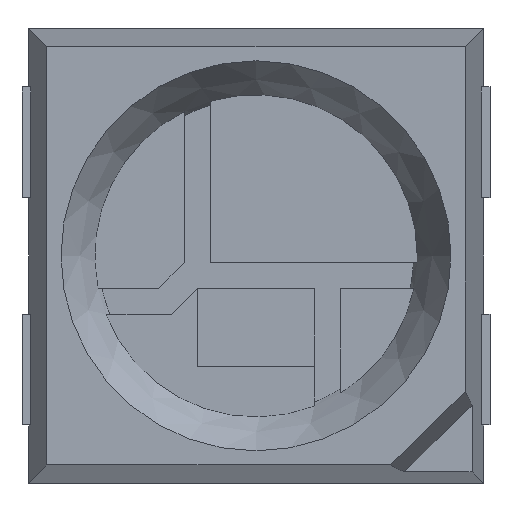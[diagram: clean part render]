
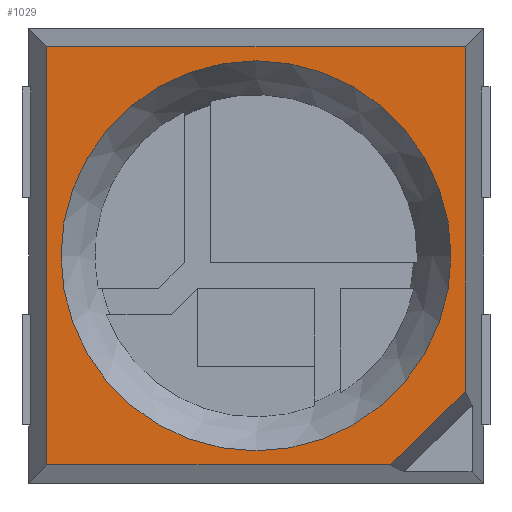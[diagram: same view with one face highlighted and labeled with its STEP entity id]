
A CAD part, top view. The second image highlights one B-rep face of the part: STEP entity #1029.
In plain terms, the highlighted planar face has unit normal (0, 0, 1).
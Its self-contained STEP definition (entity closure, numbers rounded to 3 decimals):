
#24 = VERTEX_POINT('',#25);
#25 = CARTESIAN_POINT('',(0.141,-0.141,0.8));
#32 = PLANE('',#33);
#33 = AXIS2_PLACEMENT_3D('',#34,#35,#36);
#34 = CARTESIAN_POINT('',(0.,0.,0.));
#35 = DIRECTION('',(0.,0.985,0.174));
#36 = DIRECTION('',(1.,0.,0.));
#43 = PLANE('',#44);
#44 = AXIS2_PLACEMENT_3D('',#45,#46,#47);
#45 = CARTESIAN_POINT('',(0.,-3.5,0.));
#46 = DIRECTION('',(-0.985,0.,0.174));
#47 = DIRECTION('',(0.,1.,0.));
#54 = EDGE_CURVE('',#24,#55,#57,.T.);
#55 = VERTEX_POINT('',#56);
#56 = CARTESIAN_POINT('',(3.359,-0.141,0.8));
#57 = SURFACE_CURVE('',#58,(#62,#68),.PCURVE_S1.);
#58 = LINE('',#59,#60);
#59 = CARTESIAN_POINT('',(0.875,-0.141,0.8));
#60 = VECTOR('',#61,1.);
#61 = DIRECTION('',(1.,0.,0.));
#62 = PCURVE('',#32,#63);
#63 = DEFINITIONAL_REPRESENTATION('',(#64),#67);
#64 = B_SPLINE_CURVE_WITH_KNOTS('',1,(#65,#66),.UNSPECIFIED.,.F.,.F.,(2,
    2),(-0.734,2.484),.PIECEWISE_BEZIER_KNOTS.);
#65 = CARTESIAN_POINT('',(0.141,-0.812));
#66 = CARTESIAN_POINT('',(3.359,-0.812));
#67 = ( GEOMETRIC_REPRESENTATION_CONTEXT(2) 
PARAMETRIC_REPRESENTATION_CONTEXT() REPRESENTATION_CONTEXT('2D SPACE',''
  ) );
#68 = PCURVE('',#69,#74);
#69 = PLANE('',#70);
#70 = AXIS2_PLACEMENT_3D('',#71,#72,#73);
#71 = CARTESIAN_POINT('',(1.75,-1.75,0.8));
#72 = DIRECTION('',(-0.,-0.,-1.));
#73 = DIRECTION('',(-1.,0.,0.));
#74 = DEFINITIONAL_REPRESENTATION('',(#75),#78);
#75 = B_SPLINE_CURVE_WITH_KNOTS('',1,(#76,#77),.UNSPECIFIED.,.F.,.F.,(2,
    2),(-0.734,2.484),.PIECEWISE_BEZIER_KNOTS.);
#76 = CARTESIAN_POINT('',(1.609,1.609));
#77 = CARTESIAN_POINT('',(-1.609,1.609));
#78 = ( GEOMETRIC_REPRESENTATION_CONTEXT(2) 
PARAMETRIC_REPRESENTATION_CONTEXT() REPRESENTATION_CONTEXT('2D SPACE',''
  ) );
#95 = PLANE('',#96);
#96 = AXIS2_PLACEMENT_3D('',#97,#98,#99);
#97 = CARTESIAN_POINT('',(3.5,0.,0.));
#98 = DIRECTION('',(0.985,0.,0.174));
#99 = DIRECTION('',(0.,-1.,0.));
#157 = VERTEX_POINT('',#158);
#158 = CARTESIAN_POINT('',(0.141,-3.359,0.8));
#171 = PLANE('',#172);
#172 = AXIS2_PLACEMENT_3D('',#173,#174,#175);
#173 = CARTESIAN_POINT('',(3.5,-3.5,0.));
#174 = DIRECTION('',(0.,-0.985,0.174));
#175 = DIRECTION('',(-1.,0.,0.));
#182 = EDGE_CURVE('',#157,#24,#183,.T.);
#183 = SURFACE_CURVE('',#184,(#188,#194),.PCURVE_S1.);
#184 = LINE('',#185,#186);
#185 = CARTESIAN_POINT('',(0.141,-2.625,0.8));
#186 = VECTOR('',#187,1.);
#187 = DIRECTION('',(0.,1.,0.));
#188 = PCURVE('',#43,#189);
#189 = DEFINITIONAL_REPRESENTATION('',(#190),#193);
#190 = B_SPLINE_CURVE_WITH_KNOTS('',1,(#191,#192),.UNSPECIFIED.,.F.,.F.,
  (2,2),(-0.734,2.484),.PIECEWISE_BEZIER_KNOTS.);
#191 = CARTESIAN_POINT('',(0.141,-0.812));
#192 = CARTESIAN_POINT('',(3.359,-0.812));
#193 = ( GEOMETRIC_REPRESENTATION_CONTEXT(2) 
PARAMETRIC_REPRESENTATION_CONTEXT() REPRESENTATION_CONTEXT('2D SPACE',''
  ) );
#194 = PCURVE('',#69,#195);
#195 = DEFINITIONAL_REPRESENTATION('',(#196),#199);
#196 = B_SPLINE_CURVE_WITH_KNOTS('',1,(#197,#198),.UNSPECIFIED.,.F.,.F.,
  (2,2),(-0.734,2.484),.PIECEWISE_BEZIER_KNOTS.);
#197 = CARTESIAN_POINT('',(1.609,-1.609));
#198 = CARTESIAN_POINT('',(1.609,1.609));
#199 = ( GEOMETRIC_REPRESENTATION_CONTEXT(2) 
PARAMETRIC_REPRESENTATION_CONTEXT() REPRESENTATION_CONTEXT('2D SPACE',''
  ) );
#423 = EDGE_CURVE('',#55,#424,#426,.T.);
#424 = VERTEX_POINT('',#425);
#425 = CARTESIAN_POINT('',(3.359,-2.791,0.8));
#426 = SURFACE_CURVE('',#427,(#431,#437),.PCURVE_S1.);
#427 = LINE('',#428,#429);
#428 = CARTESIAN_POINT('',(3.359,-0.875,0.8));
#429 = VECTOR('',#430,1.);
#430 = DIRECTION('',(-0.,-1.,-0.));
#431 = PCURVE('',#95,#432);
#432 = DEFINITIONAL_REPRESENTATION('',(#433),#436);
#433 = B_SPLINE_CURVE_WITH_KNOTS('',1,(#434,#435),.UNSPECIFIED.,.F.,.F.,
  (2,2),(-0.734,2.484),.PIECEWISE_BEZIER_KNOTS.);
#434 = CARTESIAN_POINT('',(0.141,-0.812));
#435 = CARTESIAN_POINT('',(3.359,-0.812));
#436 = ( GEOMETRIC_REPRESENTATION_CONTEXT(2) 
PARAMETRIC_REPRESENTATION_CONTEXT() REPRESENTATION_CONTEXT('2D SPACE',''
  ) );
#437 = PCURVE('',#69,#438);
#438 = DEFINITIONAL_REPRESENTATION('',(#439),#442);
#439 = B_SPLINE_CURVE_WITH_KNOTS('',1,(#440,#441),.UNSPECIFIED.,.F.,.F.,
  (2,2),(-0.734,2.484),.PIECEWISE_BEZIER_KNOTS.);
#440 = CARTESIAN_POINT('',(-1.609,1.609));
#441 = CARTESIAN_POINT('',(-1.609,-1.609));
#442 = ( GEOMETRIC_REPRESENTATION_CONTEXT(2) 
PARAMETRIC_REPRESENTATION_CONTEXT() REPRESENTATION_CONTEXT('2D SPACE',''
  ) );
#459 = PLANE('',#460);
#460 = AXIS2_PLACEMENT_3D('',#461,#462,#463);
#461 = CARTESIAN_POINT('',(2.5,-3.637,0.8));
#462 = DIRECTION('',(0.657,-0.667,0.353));
#463 = DIRECTION('',(0.712,0.702,0.));
#1029 = ADVANCED_FACE('',(#1030,#1075),#69,.F.);
#1030 = FACE_BOUND('',#1031,.F.);
#1031 = EDGE_LOOP('',(#1032,#1033,#1034,#1035,#1056));
#1032 = ORIENTED_EDGE('',*,*,#182,.T.);
#1033 = ORIENTED_EDGE('',*,*,#54,.T.);
#1034 = ORIENTED_EDGE('',*,*,#423,.T.);
#1035 = ORIENTED_EDGE('',*,*,#1036,.F.);
#1036 = EDGE_CURVE('',#1037,#424,#1039,.T.);
#1037 = VERTEX_POINT('',#1038);
#1038 = CARTESIAN_POINT('',(2.782,-3.359,0.8));
#1039 = SURFACE_CURVE('',#1040,(#1044,#1050),.PCURVE_S1.);
#1040 = LINE('',#1041,#1042);
#1041 = CARTESIAN_POINT('',(2.781,-3.36,0.8));
#1042 = VECTOR('',#1043,1.);
#1043 = DIRECTION('',(0.712,0.702,0.));
#1044 = PCURVE('',#69,#1045);
#1045 = DEFINITIONAL_REPRESENTATION('',(#1046),#1049);
#1046 = B_SPLINE_CURVE_WITH_KNOTS('',1,(#1047,#1048),.UNSPECIFIED.,.F.,
  .F.,(2,2),(0.001,0.811),
  .PIECEWISE_BEZIER_KNOTS.);
#1047 = CARTESIAN_POINT('',(-1.032,-1.609));
#1048 = CARTESIAN_POINT('',(-1.609,-1.041));
#1049 = ( GEOMETRIC_REPRESENTATION_CONTEXT(2) 
PARAMETRIC_REPRESENTATION_CONTEXT() REPRESENTATION_CONTEXT('2D SPACE',''
  ) );
#1050 = PCURVE('',#459,#1051);
#1051 = DEFINITIONAL_REPRESENTATION('',(#1052),#1055);
#1052 = B_SPLINE_CURVE_WITH_KNOTS('',1,(#1053,#1054),.UNSPECIFIED.,.F.,
  .F.,(2,2),(0.001,0.811),
  .PIECEWISE_BEZIER_KNOTS.);
#1053 = CARTESIAN_POINT('',(0.396,0.));
#1054 = CARTESIAN_POINT('',(1.206,0.));
#1055 = ( GEOMETRIC_REPRESENTATION_CONTEXT(2) 
PARAMETRIC_REPRESENTATION_CONTEXT() REPRESENTATION_CONTEXT('2D SPACE',''
  ) );
#1056 = ORIENTED_EDGE('',*,*,#1057,.T.);
#1057 = EDGE_CURVE('',#1037,#157,#1058,.T.);
#1058 = SURFACE_CURVE('',#1059,(#1063,#1069),.PCURVE_S1.);
#1059 = LINE('',#1060,#1061);
#1060 = CARTESIAN_POINT('',(2.625,-3.359,0.8));
#1061 = VECTOR('',#1062,1.);
#1062 = DIRECTION('',(-1.,0.,0.));
#1063 = PCURVE('',#69,#1064);
#1064 = DEFINITIONAL_REPRESENTATION('',(#1065),#1068);
#1065 = B_SPLINE_CURVE_WITH_KNOTS('',1,(#1066,#1067),.UNSPECIFIED.,.F.,
  .F.,(2,2),(-0.734,2.484),.PIECEWISE_BEZIER_KNOTS.);
#1066 = CARTESIAN_POINT('',(-1.609,-1.609));
#1067 = CARTESIAN_POINT('',(1.609,-1.609));
#1068 = ( GEOMETRIC_REPRESENTATION_CONTEXT(2) 
PARAMETRIC_REPRESENTATION_CONTEXT() REPRESENTATION_CONTEXT('2D SPACE',''
  ) );
#1069 = PCURVE('',#171,#1070);
#1070 = DEFINITIONAL_REPRESENTATION('',(#1071),#1074);
#1071 = B_SPLINE_CURVE_WITH_KNOTS('',1,(#1072,#1073),.UNSPECIFIED.,.F.,
  .F.,(2,2),(-0.734,2.484),.PIECEWISE_BEZIER_KNOTS.);
#1072 = CARTESIAN_POINT('',(0.141,-0.812));
#1073 = CARTESIAN_POINT('',(3.359,-0.812));
#1074 = ( GEOMETRIC_REPRESENTATION_CONTEXT(2) 
PARAMETRIC_REPRESENTATION_CONTEXT() REPRESENTATION_CONTEXT('2D SPACE',''
  ) );
#1075 = FACE_BOUND('',#1076,.F.);
#1076 = EDGE_LOOP('',(#1077));
#1077 = ORIENTED_EDGE('',*,*,#1078,.T.);
#1078 = EDGE_CURVE('',#1079,#1079,#1081,.T.);
#1079 = VERTEX_POINT('',#1080);
#1080 = CARTESIAN_POINT('',(3.25,-1.75,0.8));
#1081 = SURFACE_CURVE('',#1082,(#1087,#1098),.PCURVE_S1.);
#1082 = CIRCLE('',#1083,1.5);
#1083 = AXIS2_PLACEMENT_3D('',#1084,#1085,#1086);
#1084 = CARTESIAN_POINT('',(1.75,-1.75,0.8));
#1085 = DIRECTION('',(0.,0.,1.));
#1086 = DIRECTION('',(1.,0.,0.));
#1087 = PCURVE('',#69,#1088);
#1088 = DEFINITIONAL_REPRESENTATION('',(#1089),#1097);
#1089 = ( BOUNDED_CURVE() B_SPLINE_CURVE(2,(#1090,#1091,#1092,#1093,
#1094,#1095,#1096),.UNSPECIFIED.,.F.,.F.) B_SPLINE_CURVE_WITH_KNOTS((3,2
    ,2,3),(0.,2.094,4.189,6.283),
.PIECEWISE_BEZIER_KNOTS.) CURVE() GEOMETRIC_REPRESENTATION_ITEM() 
RATIONAL_B_SPLINE_CURVE((1.,0.5,1.,0.5,1.,0.5,1.)) REPRESENTATION_ITEM(
  '') );
#1090 = CARTESIAN_POINT('',(-1.5,0.));
#1091 = CARTESIAN_POINT('',(-1.5,2.598));
#1092 = CARTESIAN_POINT('',(0.75,1.299));
#1093 = CARTESIAN_POINT('',(3.,0.));
#1094 = CARTESIAN_POINT('',(0.75,-1.299));
#1095 = CARTESIAN_POINT('',(-1.5,-2.598));
#1096 = CARTESIAN_POINT('',(-1.5,0.));
#1097 = ( GEOMETRIC_REPRESENTATION_CONTEXT(2) 
PARAMETRIC_REPRESENTATION_CONTEXT() REPRESENTATION_CONTEXT('2D SPACE',''
  ) );
#1098 = PCURVE('',#1099,#1104);
#1099 = CONICAL_SURFACE('',#1100,1.5,0.524);
#1100 = AXIS2_PLACEMENT_3D('',#1101,#1102,#1103);
#1101 = CARTESIAN_POINT('',(1.75,-1.75,0.8));
#1102 = DIRECTION('',(0.,0.,1.));
#1103 = DIRECTION('',(1.,0.,0.));
#1104 = DEFINITIONAL_REPRESENTATION('',(#1105),#1108);
#1105 = B_SPLINE_CURVE_WITH_KNOTS('',1,(#1106,#1107),.UNSPECIFIED.,.F.,
  .F.,(2,2),(0.,6.283),.PIECEWISE_BEZIER_KNOTS.);
#1106 = CARTESIAN_POINT('',(0.,0.));
#1107 = CARTESIAN_POINT('',(6.283,0.));
#1108 = ( GEOMETRIC_REPRESENTATION_CONTEXT(2) 
PARAMETRIC_REPRESENTATION_CONTEXT() REPRESENTATION_CONTEXT('2D SPACE',''
  ) );
